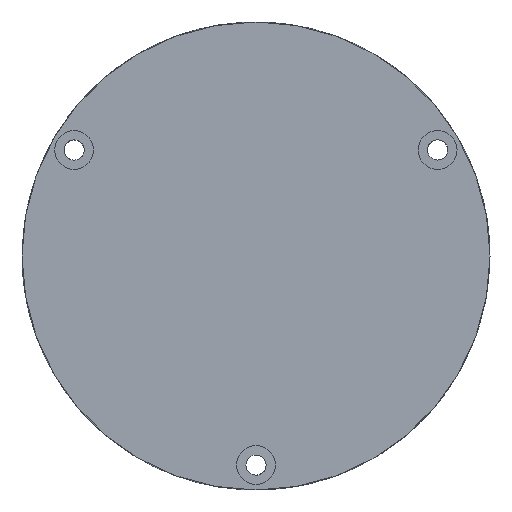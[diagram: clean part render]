
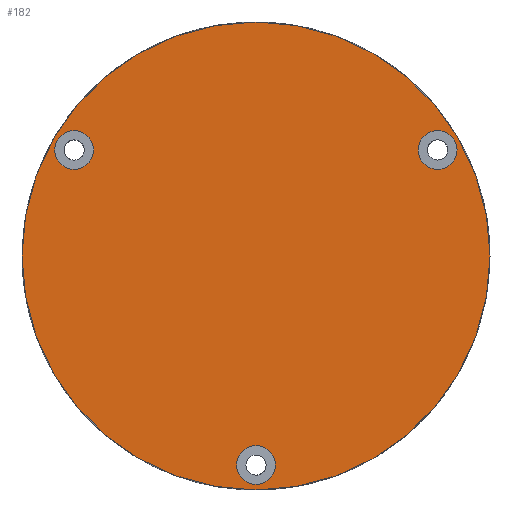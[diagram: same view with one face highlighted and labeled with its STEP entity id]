
A CAD part, front view. The second image highlights one B-rep face of the part: STEP entity #182.
In plain terms, the highlighted planar face has unit normal (0, -1, 0).
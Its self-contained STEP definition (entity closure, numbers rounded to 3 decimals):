
#31=FACE_BOUND('',#50,.T.);
#32=FACE_BOUND('',#51,.T.);
#33=FACE_BOUND('',#52,.T.);
#37=PLANE('',#196);
#39=FACE_OUTER_BOUND('',#49,.T.);
#49=EDGE_LOOP('',(#132));
#50=EDGE_LOOP('',(#133));
#51=EDGE_LOOP('',(#134));
#52=EDGE_LOOP('',(#135));
#78=CIRCLE('',#194,4.15);
#80=CIRCLE('',#197,50.);
#81=CIRCLE('',#198,4.15);
#82=CIRCLE('',#199,4.15);
#86=VERTEX_POINT('',#252);
#88=VERTEX_POINT('',#258);
#89=VERTEX_POINT('',#260);
#90=VERTEX_POINT('',#262);
#103=EDGE_CURVE('',#86,#86,#78,.T.);
#106=EDGE_CURVE('',#88,#88,#80,.T.);
#107=EDGE_CURVE('',#89,#89,#81,.T.);
#108=EDGE_CURVE('',#90,#90,#82,.T.);
#132=ORIENTED_EDGE('',*,*,#106,.T.);
#133=ORIENTED_EDGE('',*,*,#107,.F.);
#134=ORIENTED_EDGE('',*,*,#108,.F.);
#135=ORIENTED_EDGE('',*,*,#103,.F.);
#182=ADVANCED_FACE('',(#39,#31,#32,#33),#37,.T.);
#194=AXIS2_PLACEMENT_3D('',#253,#213,#214);
#196=AXIS2_PLACEMENT_3D('',#257,#218,#219);
#197=AXIS2_PLACEMENT_3D('',#259,#220,#221);
#198=AXIS2_PLACEMENT_3D('',#261,#222,#223);
#199=AXIS2_PLACEMENT_3D('',#263,#224,#225);
#213=DIRECTION('center_axis',(0.,-1.,0.));
#214=DIRECTION('ref_axis',(0.866,0.,0.5));
#218=DIRECTION('center_axis',(0.,-1.,0.));
#219=DIRECTION('ref_axis',(0.,0.,-1.));
#220=DIRECTION('center_axis',(0.,-1.,0.));
#221=DIRECTION('ref_axis',(1.,0.,0.));
#222=DIRECTION('center_axis',(0.,-1.,0.));
#223=DIRECTION('ref_axis',(0.866,0.,0.5));
#224=DIRECTION('center_axis',(0.,-1.,0.));
#225=DIRECTION('ref_axis',(0.866,0.,0.5));
#252=CARTESIAN_POINT('',(-3.591,-33.,-46.748));
#253=CARTESIAN_POINT('Origin',(0.003,-33.,-44.673));
#257=CARTESIAN_POINT('Origin',(0.,-33.,0.));
#258=CARTESIAN_POINT('',(-50.,-33.,0.));
#259=CARTESIAN_POINT('Origin',(0.,-33.,0.));
#260=CARTESIAN_POINT('',(35.212,-33.,20.576));
#261=CARTESIAN_POINT('Origin',(38.806,-33.,22.651));
#262=CARTESIAN_POINT('',(-42.456,-33.,20.566));
#263=CARTESIAN_POINT('Origin',(-38.862,-33.,22.641));
